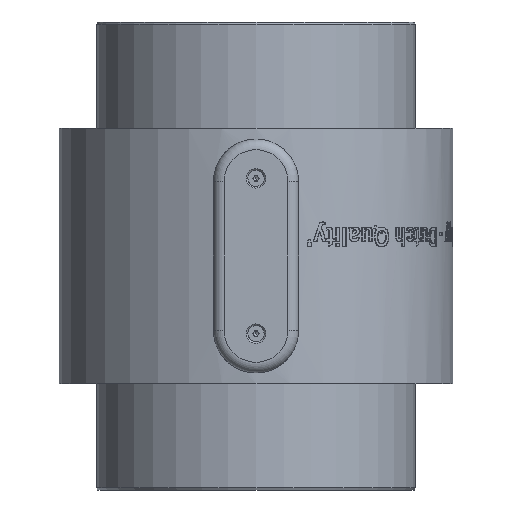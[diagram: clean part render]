
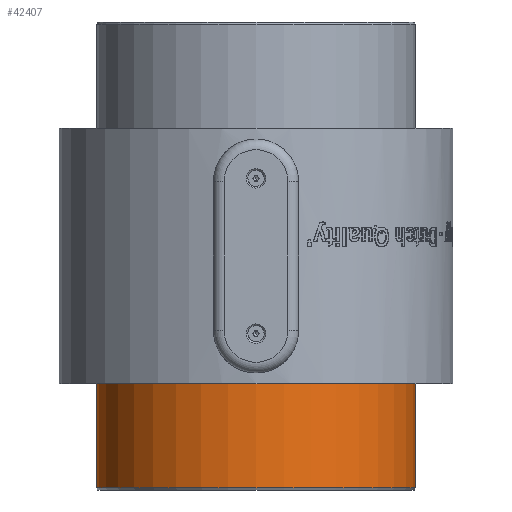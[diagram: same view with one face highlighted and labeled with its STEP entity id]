
A CAD part, front view. The second image highlights one B-rep face of the part: STEP entity #42407.
In plain terms, the highlighted cylindrical face has radius 75 mm (diameter 150 mm), a partial arc.
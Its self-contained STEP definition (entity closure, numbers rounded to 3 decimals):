
#172 = VERTEX_POINT ( 'NONE', #17685 ) ;
#3929 = VERTEX_POINT ( 'NONE', #51754 ) ;
#4688 = DIRECTION ( 'NONE',  ( -1., 0., 0. ) ) ;
#5056 = ORIENTED_EDGE ( 'NONE', *, *, #20057, .F. ) ;
#6436 = CARTESIAN_POINT ( 'NONE',  ( 12.039, 93.685, 74.426 ) ) ;
#7015 = CIRCLE ( 'NONE', #20443, 75. ) ;
#8211 = ORIENTED_EDGE ( 'NONE', *, *, #54606, .T. ) ;
#13041 = FACE_OUTER_BOUND ( 'NONE', #35633, .T. ) ;
#13383 = DIRECTION ( 'NONE',  ( 0., 0., 1. ) ) ;
#16931 = LINE ( 'NONE', #57298, #21764 ) ;
#17685 = CARTESIAN_POINT ( 'NONE',  ( 162.039, 93.685, 74.426 ) ) ;
#17915 = LINE ( 'NONE', #22523, #46011 ) ;
#19959 = VERTEX_POINT ( 'NONE', #6436 ) ;
#20057 = EDGE_CURVE ( 'NONE', #61322, #19959, #17915, .T. ) ;
#20443 = AXIS2_PLACEMENT_3D ( 'NONE', #25618, #13383, #56055 ) ;
#21764 = VECTOR ( 'NONE', #69174, 1000. ) ;
#22523 = CARTESIAN_POINT ( 'NONE',  ( 12.039, 93.685, 24.426 ) ) ;
#23034 = CARTESIAN_POINT ( 'NONE',  ( 87.039, 93.685, 74.426 ) ) ;
#23493 = CARTESIAN_POINT ( 'NONE',  ( 12.039, 93.685, 25.426 ) ) ;
#25618 = CARTESIAN_POINT ( 'NONE',  ( 87.039, 93.685, 25.426 ) ) ;
#28989 = DIRECTION ( 'NONE',  ( 0., 0., 1. ) ) ;
#30187 = ORIENTED_EDGE ( 'NONE', *, *, #48290, .T. ) ;
#35633 = EDGE_LOOP ( 'NONE', ( #5056, #8211, #30187, #71868 ) ) ;
#42181 = CYLINDRICAL_SURFACE ( 'NONE', #46733, 75. ) ;
#42407 = ADVANCED_FACE ( 'NONE', ( #13041 ), #42181, .T. ) ;
#46011 = VECTOR ( 'NONE', #28989, 1000. ) ;
#46272 = AXIS2_PLACEMENT_3D ( 'NONE', #23034, #46445, #4688 ) ;
#46445 = DIRECTION ( 'NONE',  ( 0., 0., -1. ) ) ;
#46733 = AXIS2_PLACEMENT_3D ( 'NONE', #56489, #61423, #56084 ) ;
#48290 = EDGE_CURVE ( 'NONE', #3929, #172, #16931, .T. ) ;
#51754 = CARTESIAN_POINT ( 'NONE',  ( 162.039, 93.685, 25.426 ) ) ;
#54606 = EDGE_CURVE ( 'NONE', #61322, #3929, #7015, .T. ) ;
#55302 = EDGE_CURVE ( 'NONE', #172, #19959, #72075, .T. ) ;
#56055 = DIRECTION ( 'NONE',  ( -1., 0., 0. ) ) ;
#56084 = DIRECTION ( 'NONE',  ( 1., 0., 0. ) ) ;
#56489 = CARTESIAN_POINT ( 'NONE',  ( 87.039, 93.685, 24.426 ) ) ;
#57298 = CARTESIAN_POINT ( 'NONE',  ( 162.039, 93.685, 24.426 ) ) ;
#61322 = VERTEX_POINT ( 'NONE', #23493 ) ;
#61423 = DIRECTION ( 'NONE',  ( 0., 0., 1. ) ) ;
#69174 = DIRECTION ( 'NONE',  ( 0., 0., 1. ) ) ;
#71868 = ORIENTED_EDGE ( 'NONE', *, *, #55302, .T. ) ;
#72075 = CIRCLE ( 'NONE', #46272, 75. ) ;
